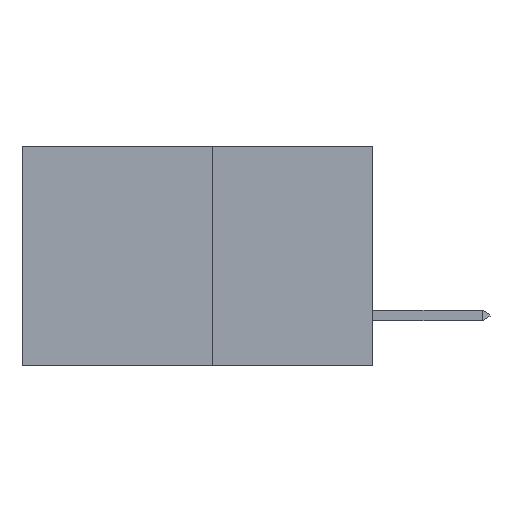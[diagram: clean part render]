
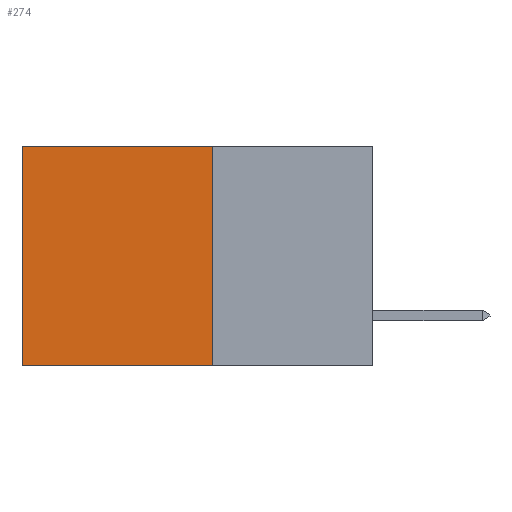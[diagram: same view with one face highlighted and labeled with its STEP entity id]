
A CAD part, left-side view. The second image highlights one B-rep face of the part: STEP entity #274.
In plain terms, the highlighted planar face has unit normal (-1, 0, 0).
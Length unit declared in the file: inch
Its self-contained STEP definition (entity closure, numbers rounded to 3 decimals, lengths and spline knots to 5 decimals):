
#274 = ADVANCED_FACE ( 'NONE', ( #6017 ), #8341, .F. ) ;
#302 = CARTESIAN_POINT ( 'NONE',  ( 0.277, 0.27, 0. ) ) ;
#676 = EDGE_LOOP ( 'NONE', ( #5898, #2228, #2476, #4454 ) ) ;
#898 = CARTESIAN_POINT ( 'NONE',  ( 0.277, 0.27, -0.37 ) ) ;
#1150 = EDGE_CURVE ( 'NONE', #2555, #8307, #8522, .T. ) ;
#1603 = CARTESIAN_POINT ( 'NONE',  ( 0.277, 0.59, 0. ) ) ;
#1873 = AXIS2_PLACEMENT_3D ( 'NONE', #9593, #3814, #5500 ) ;
#2030 = VERTEX_POINT ( 'NONE', #6672 ) ;
#2228 = ORIENTED_EDGE ( 'NONE', *, *, #9470, .F. ) ;
#2350 = VECTOR ( 'NONE', #2449, 39.37008 ) ;
#2449 = DIRECTION ( 'NONE',  ( 0., 0., -1. ) ) ;
#2476 = ORIENTED_EDGE ( 'NONE', *, *, #8777, .F. ) ;
#2555 = VERTEX_POINT ( 'NONE', #5715 ) ;
#2558 = VECTOR ( 'NONE', #2886, 39.37008 ) ;
#2886 = DIRECTION ( 'NONE',  ( 0., 1., 0. ) ) ;
#2894 = CARTESIAN_POINT ( 'NONE',  ( 0.277, 0.27, -0.37 ) ) ;
#2970 = CARTESIAN_POINT ( 'NONE',  ( 0.277, 0.59, -0.37 ) ) ;
#3066 = DIRECTION ( 'NONE',  ( 0., 0., -1. ) ) ;
#3814 = DIRECTION ( 'NONE',  ( 1., 0., 0. ) ) ;
#3986 = VECTOR ( 'NONE', #7207, 39.37008 ) ;
#4230 = CARTESIAN_POINT ( 'NONE',  ( 0.277, 0.27, -0.37 ) ) ;
#4351 = LINE ( 'NONE', #2894, #2350 ) ;
#4454 = ORIENTED_EDGE ( 'NONE', *, *, #1150, .T. ) ;
#5500 = DIRECTION ( 'NONE',  ( 0., 0., -1. ) ) ;
#5715 = CARTESIAN_POINT ( 'NONE',  ( 0.277, 0.27, 0. ) ) ;
#5898 = ORIENTED_EDGE ( 'NONE', *, *, #6242, .T. ) ;
#6017 = FACE_OUTER_BOUND ( 'NONE', #676, .T. ) ;
#6242 = EDGE_CURVE ( 'NONE', #8307, #2030, #8701, .T. ) ;
#6672 = CARTESIAN_POINT ( 'NONE',  ( 0.277, 0.59, -0.37 ) ) ;
#7207 = DIRECTION ( 'NONE',  ( 0., 1., 0. ) ) ;
#7468 = LINE ( 'NONE', #4230, #3986 ) ;
#8307 = VERTEX_POINT ( 'NONE', #1603 ) ;
#8341 = PLANE ( 'NONE',  #1873 ) ;
#8404 = VERTEX_POINT ( 'NONE', #898 ) ;
#8476 = VECTOR ( 'NONE', #3066, 39.37008 ) ;
#8522 = LINE ( 'NONE', #302, #2558 ) ;
#8701 = LINE ( 'NONE', #2970, #8476 ) ;
#8777 = EDGE_CURVE ( 'NONE', #2555, #8404, #4351, .T. ) ;
#9470 = EDGE_CURVE ( 'NONE', #8404, #2030, #7468, .T. ) ;
#9593 = CARTESIAN_POINT ( 'NONE',  ( 0.277, 0.27, -0.37 ) ) ;
